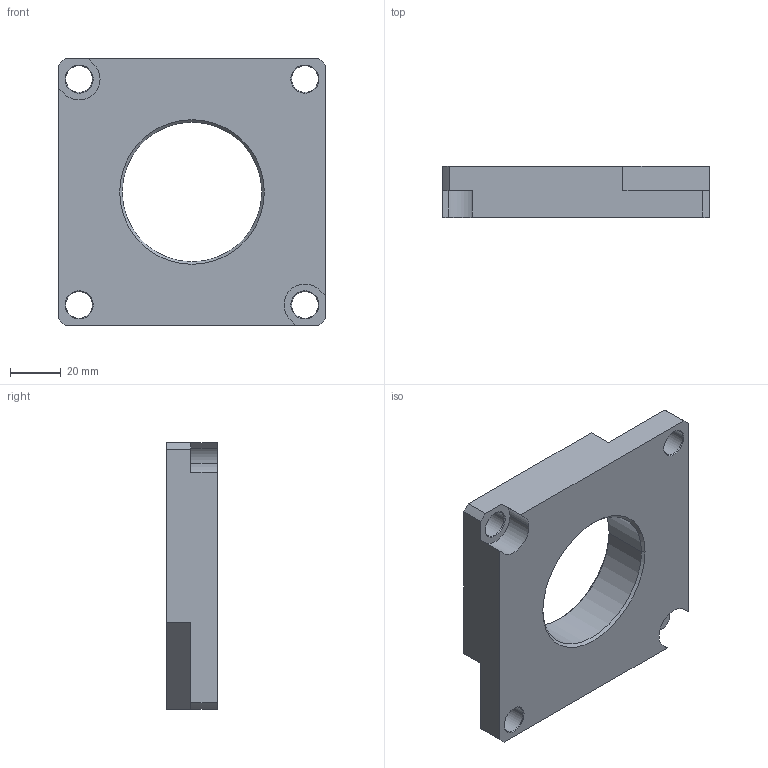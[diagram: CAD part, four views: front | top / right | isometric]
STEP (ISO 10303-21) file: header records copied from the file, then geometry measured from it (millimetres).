
FILE_DESCRIPTION (( 'STEP AP214' ), '1' );
FILE_NAME ('RD001423.STEP', '2023-07-13T07:18:28', ( '' ), ( '' ), 'SwSTEP 2.0', 'SolidWorks 2022', '' );
FILE_SCHEMA (( 'AUTOMOTIVE_DESIGN' ));
Length unit declared in the file: millimetre
Products named in the file (1): RD001423
Bounding box: 105 x 20 x 105 mm (x, y, z)
Volume: 153491.8 mm3; surface area: 29256.9 mm2
Topology: 1 solids, 1 shells, 53 faces, 133 edges, 82 vertices
Faces by surface type: cone 20, cylinder 17, plane 16
Entity records: 1635 total; most frequent: DIRECTION 295, CARTESIAN_POINT 269, ORIENTED_EDGE 266, EDGE_CURVE 133, AXIS2_PLACEMENT_3D 108, VERTEX_POINT 82, LINE 79, VECTOR 79
